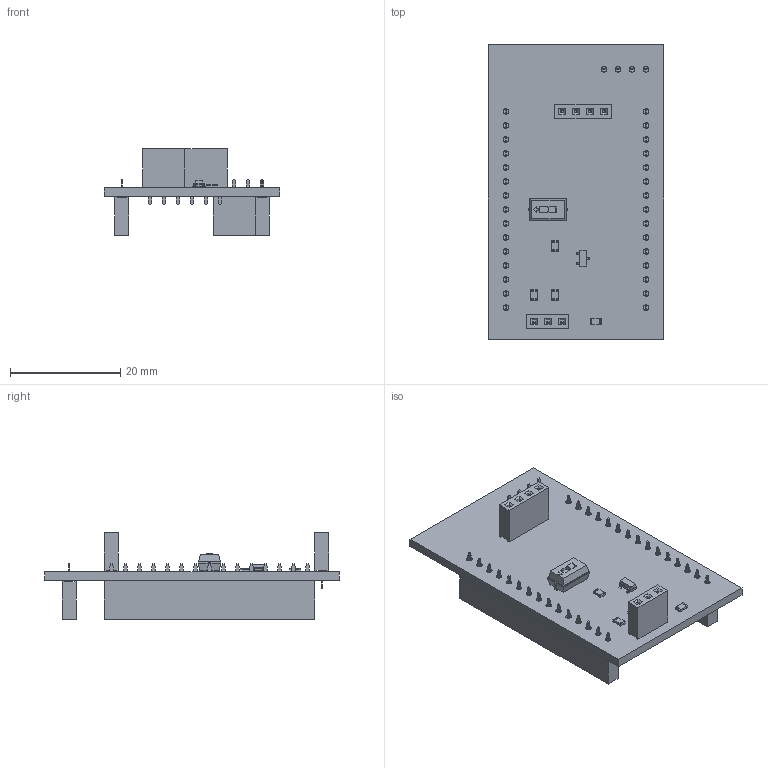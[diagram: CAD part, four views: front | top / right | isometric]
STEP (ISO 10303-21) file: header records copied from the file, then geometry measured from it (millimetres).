
FILE_DESCRIPTION(('KiCad electronic assembly'),'2;1');
FILE_NAME('amazon_ready_station.step','2021-03-22T14:14:03',('An Author' ),('A Company'),'Open CASCADE STEP processor 7.5', 'KiCad to STEP converter','Unknown');
FILE_SCHEMA(('AUTOMOTIVE_DESIGN { 1 0 10303 214 1 1 1 1 }'));
Length unit declared in the file: millimetre
Products named in the file (14): Open CASCADE STEP translator 7.5 1; SOT-23; SOLID; SW_DIP_SPSTx01_Slide_6.7x4.1mm_W6.73mm_P2.54mm_LowProfile_JPin; R_0805_2012Metric; PinSocket_1x15_P2.54mm_Vertical; PinSocket_1x04_P2.54mm_Vertical; PinSocket_1x03_P2.54mm_Vertical; COMPOUND
Assembly tree (18 placements, depth 3):
  Open CASCADE STEP translator 7.5 1
    SOT-23
      SOLID
    SW_DIP_SPSTx01_Slide_6.7x4.1mm_W6.73mm_P2.54mm_LowProfile_JPin
      SOLID
    R_0805_2012Metric  x4
      SOLID
    PinSocket_1x15_P2.54mm_Vertical  x2
      SOLID
    PinSocket_1x04_P2.54mm_Vertical  x2
      SOLID
    PinSocket_1x03_P2.54mm_Vertical
      SOLID
    COMPOUND
Bounding box: 31.75 x 53.34 x 15.7 mm (x, y, z)
Volume: 4478.5 mm3; surface area: 7013.1 mm2
Topology: 12 solids, 12 shells, 1602 faces, 4136 edges, 2679 vertices
Faces by surface type: plane 1470, cylinder 93, bspline 39
Full cylindrical faces by diameter (mm): 1 x41
Entity records: 64885 total; most frequent: CARTESIAN_POINT 10665, DIRECTION 8768, LINE 6674, VECTOR 6674, ORIENTED_EDGE 4728, PCURVE 4728, DEFINITIONAL_REPRESENTATION 4728, EDGE_CURVE 2364
